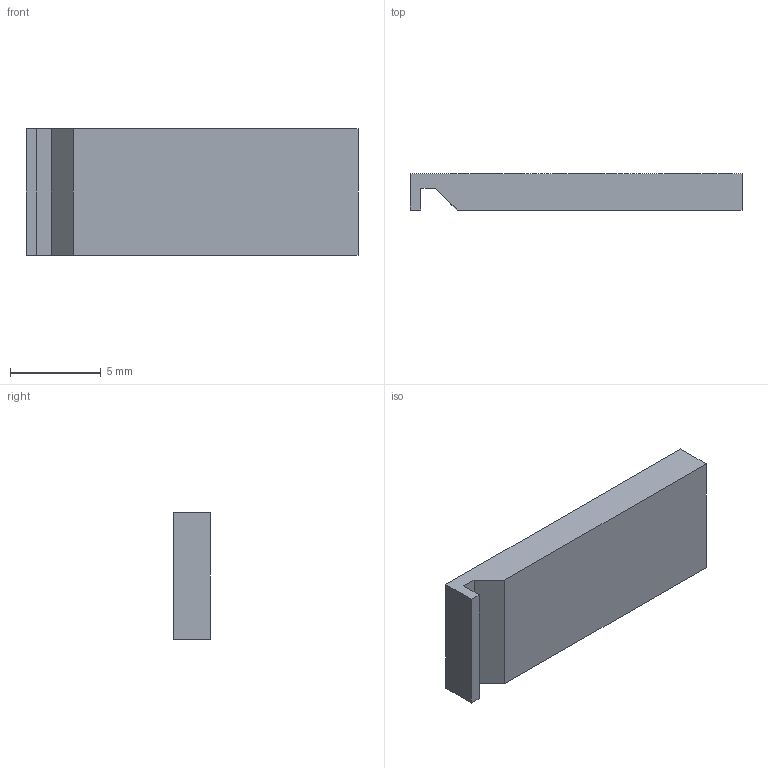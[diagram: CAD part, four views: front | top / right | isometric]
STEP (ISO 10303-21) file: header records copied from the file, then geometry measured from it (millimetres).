
FILE_DESCRIPTION(/* description */ (''),/* implementation_level */ '2;1');
FILE_NAME(/* name */ 'glue_test_flex_2.stp',/* time_stamp */ '2025-12-21T14:48:16+01:00',/* author */ ('szymo'),/* organization */ (''),/* preprocessor_version */ 'ST-DEVELOPER v19',/* originating_system */ 'Autodesk Inventor 2023',/* authorisation */ '');
FILE_SCHEMA (('AUTOMOTIVE_DESIGN { 1 0 10303 214 3 1 1 }'));
Length unit declared in the file: millimetre
Products named in the file (1): glue_test_flex_2
Bounding box: 18.3 x 2 x 7 mm (x, y, z)
Volume: 208.7 mm3; surface area: 401 mm2
Topology: 1 solids, 1 shells, 19 faces, 39 edges, 25 vertices
Faces by surface type: plane 13, cone 3, cylinder 3
Full cylindrical faces by diameter (mm): 3 x3
Entity records: 541 total; most frequent: DIRECTION 88, CARTESIAN_POINT 84, ORIENTED_EDGE 78, EDGE_CURVE 39, LINE 30, VECTOR 30, AXIS2_PLACEMENT_3D 29, VERTEX_POINT 25
